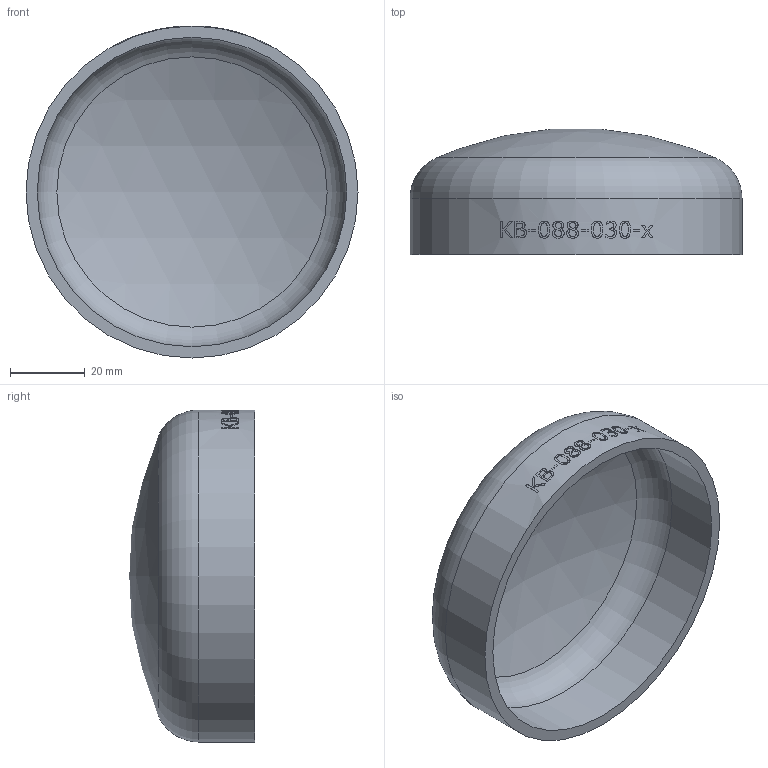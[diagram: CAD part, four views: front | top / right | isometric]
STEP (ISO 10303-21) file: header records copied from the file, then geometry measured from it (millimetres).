
FILE_DESCRIPTION (( 'STEP AP214' ), '1' );
FILE_NAME ('KB-088-030-x Klöpperboden 2003.STEP', '2020-03-25T16:03:17', ( '' ), ( '' ), 'SwSTEP 2.0', 'SolidWorks 2016', '' );
FILE_SCHEMA (( 'AUTOMOTIVE_DESIGN' ));
Length unit declared in the file: millimetre
Products named in the file (1): KB-088-030-x Klöpperboden 2003
Bounding box: 88.9 x 33.59 x 88.9 mm (x, y, z)
Volume: 34627.4 mm3; surface area: 23960.9 mm2
Topology: 1 solids, 1 shells, 190 faces, 496 edges, 330 vertices
Faces by surface type: bspline 117, plane 46, cylinder 23, torus 2, sphere 2
Full cylindrical faces by diameter (mm): 82.9 x1, 88.9 x1
Entity records: 25563 total; most frequent: CARTESIAN_POINT 19981, ORIENTED_EDGE 984, EDGE_CURVE 492, B_SPLINE_CURVE_WITH_KNOTS 370, VERTEX_POINT 330, DIRECTION 324, EDGE_LOOP 216, FACE_OUTER_BOUND 194
